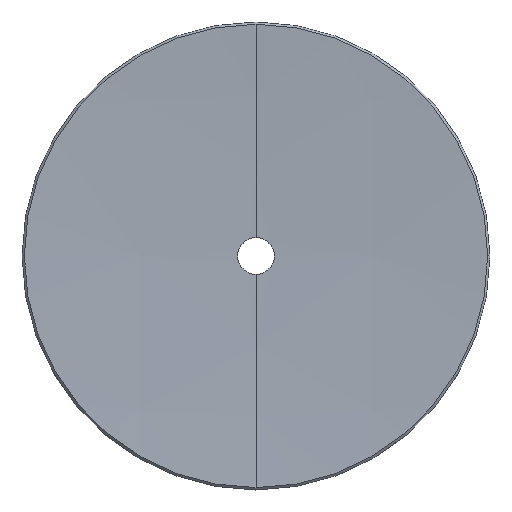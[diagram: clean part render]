
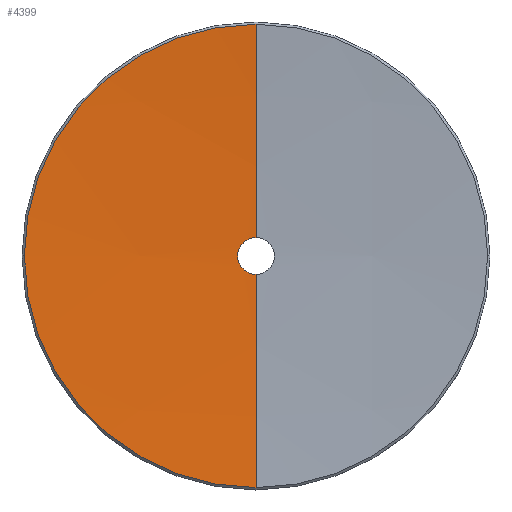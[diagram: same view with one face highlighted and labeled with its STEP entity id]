
A CAD part, top view. The second image highlights one B-rep face of the part: STEP entity #4399.
In plain terms, the highlighted spherical face has radius 400 mm.
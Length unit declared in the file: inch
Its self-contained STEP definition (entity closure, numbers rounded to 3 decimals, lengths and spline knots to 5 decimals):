
#113 = VERTEX_POINT ( 'NONE', #1368 ) ;
#204 = VERTEX_POINT ( 'NONE', #2158 ) ;
#264 = CARTESIAN_POINT ( 'NONE',  ( 0., 0., 15.85056 ) ) ;
#420 = AXIS2_PLACEMENT_3D ( 'NONE', #4004, #1613, #4408 ) ;
#447 = VERTEX_POINT ( 'NONE', #944 ) ;
#528 = AXIS2_PLACEMENT_3D ( 'NONE', #1540, #4338, #1947 ) ;
#551 = DIRECTION ( 'NONE',  ( 1., 0., 0. ) ) ;
#597 = AXIS2_PLACEMENT_3D ( 'NONE', #264, #3103, #683 ) ;
#601 = ORIENTED_EDGE ( 'NONE', *, *, #2635, .F. ) ;
#683 = DIRECTION ( 'NONE',  ( 0., 0., 1. ) ) ;
#690 = CIRCLE ( 'NONE', #597, 15.74803 ) ;
#826 = DIRECTION ( 'NONE',  ( 0., 1., 0. ) ) ;
#923 = ORIENTED_EDGE ( 'NONE', *, *, #4915, .F. ) ;
#944 = CARTESIAN_POINT ( 'NONE',  ( 0., -0.07874, 0.10273 ) ) ;
#1084 = CARTESIAN_POINT ( 'NONE',  ( 0., 0.99017, 0.13369 ) ) ;
#1137 = CARTESIAN_POINT ( 'NONE',  ( 0., 0., 0.13369 ) ) ;
#1338 = CARTESIAN_POINT ( 'NONE',  ( -0.07874, 0., 0.10273 ) ) ;
#1368 = CARTESIAN_POINT ( 'NONE',  ( -0.99017, 0., 0.13369 ) ) ;
#1390 = DIRECTION ( 'NONE',  ( 0., 0., 1. ) ) ;
#1540 = CARTESIAN_POINT ( 'NONE',  ( 0., 0., 0.10273 ) ) ;
#1552 = DIRECTION ( 'NONE',  ( 1., 0., 0. ) ) ;
#1598 = ORIENTED_EDGE ( 'NONE', *, *, #3930, .T. ) ;
#1613 = DIRECTION ( 'NONE',  ( 0., 0., 1. ) ) ;
#1628 = CIRCLE ( 'NONE', #4466, 0.99017 ) ;
#1697 = AXIS2_PLACEMENT_3D ( 'NONE', #1137, #3942, #1552 ) ;
#1803 = EDGE_LOOP ( 'NONE', ( #2541, #1598, #3286, #923, #601, #4740 ) ) ;
#1947 = DIRECTION ( 'NONE',  ( 1., 0., 0. ) ) ;
#2158 = CARTESIAN_POINT ( 'NONE',  ( 0., -0.99017, 0.13369 ) ) ;
#2541 = ORIENTED_EDGE ( 'NONE', *, *, #3411, .T. ) ;
#2623 = VERTEX_POINT ( 'NONE', #5191 ) ;
#2635 = EDGE_CURVE ( 'NONE', #2623, #3292, #2963, .T. ) ;
#2822 = CIRCLE ( 'NONE', #3940, 15.74803 ) ;
#2963 = CIRCLE ( 'NONE', #420, 0.07874 ) ;
#2978 = CARTESIAN_POINT ( 'NONE',  ( 0., 0., 15.85056 ) ) ;
#3103 = DIRECTION ( 'NONE',  ( -1., 0., 0. ) ) ;
#3238 = CARTESIAN_POINT ( 'NONE',  ( 0., 0., 15.85056 ) ) ;
#3286 = ORIENTED_EDGE ( 'NONE', *, *, #3335, .T. ) ;
#3292 = VERTEX_POINT ( 'NONE', #1338 ) ;
#3335 = EDGE_CURVE ( 'NONE', #204, #447, #2822, .T. ) ;
#3375 = DIRECTION ( 'NONE',  ( 0., 1., 0. ) ) ;
#3411 = EDGE_CURVE ( 'NONE', #4342, #113, #1628, .T. ) ;
#3453 = SPHERICAL_SURFACE ( 'NONE', #3880, 15.74803 ) ;
#3625 = DIRECTION ( 'NONE',  ( 1., 0., 0. ) ) ;
#3792 = CARTESIAN_POINT ( 'NONE',  ( 0., 0., 0.13369 ) ) ;
#3825 = EDGE_CURVE ( 'NONE', #4342, #2623, #690, .T. ) ;
#3880 = AXIS2_PLACEMENT_3D ( 'NONE', #3238, #3625, #826 ) ;
#3897 = CIRCLE ( 'NONE', #1697, 0.99017 ) ;
#3930 = EDGE_CURVE ( 'NONE', #113, #204, #3897, .T. ) ;
#3940 = AXIS2_PLACEMENT_3D ( 'NONE', #2978, #551, #3375 ) ;
#3942 = DIRECTION ( 'NONE',  ( 0., 0., 1. ) ) ;
#4004 = CARTESIAN_POINT ( 'NONE',  ( 0., 0., 0.10273 ) ) ;
#4192 = DIRECTION ( 'NONE',  ( 1., 0., 0. ) ) ;
#4338 = DIRECTION ( 'NONE',  ( 0., 0., 1. ) ) ;
#4342 = VERTEX_POINT ( 'NONE', #1084 ) ;
#4392 = FACE_OUTER_BOUND ( 'NONE', #1803, .T. ) ;
#4399 = ADVANCED_FACE ( 'NONE', ( #4392 ), #3453, .F. ) ;
#4408 = DIRECTION ( 'NONE',  ( 1., 0., 0. ) ) ;
#4436 = CIRCLE ( 'NONE', #528, 0.07874 ) ;
#4466 = AXIS2_PLACEMENT_3D ( 'NONE', #3792, #1390, #4192 ) ;
#4740 = ORIENTED_EDGE ( 'NONE', *, *, #3825, .F. ) ;
#4915 = EDGE_CURVE ( 'NONE', #3292, #447, #4436, .T. ) ;
#5191 = CARTESIAN_POINT ( 'NONE',  ( 0., 0.07874, 0.10273 ) ) ;
